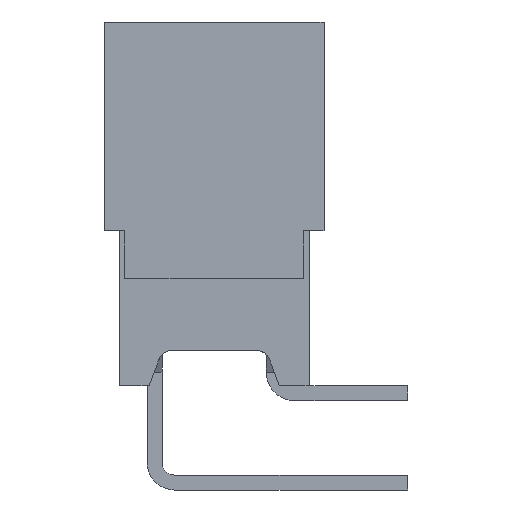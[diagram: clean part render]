
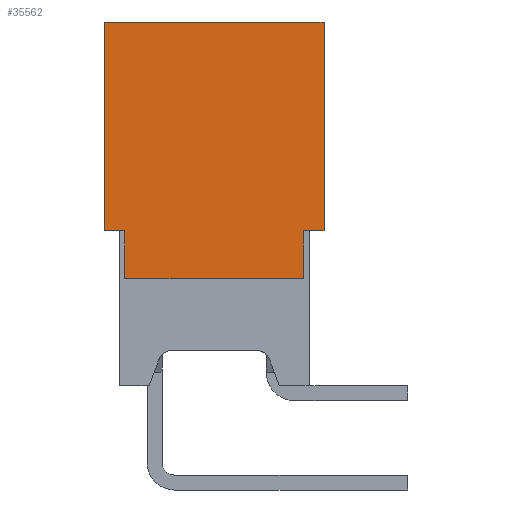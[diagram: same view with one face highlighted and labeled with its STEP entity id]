
A CAD part, left-side view. The second image highlights one B-rep face of the part: STEP entity #35562.
In plain terms, the highlighted planar face has unit normal (-1, 0, 0).
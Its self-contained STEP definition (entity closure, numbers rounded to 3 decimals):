
#13=DIRECTION('',(0.,1.,0.));
#14=VECTOR('',#13,9.347);
#15=CARTESIAN_POINT('',(-43.942,-4.674,0.));
#16=LINE('',#15,#14);
#1092=DIRECTION('',(0.,0.,1.));
#1093=VECTOR('',#1092,2.032);
#1094=CARTESIAN_POINT('',(-43.942,-3.81,-10.922));
#1095=LINE('',#1094,#1093);
#1096=DIRECTION('',(0.,0.,1.));
#1097=VECTOR('',#1096,8.89);
#1098=CARTESIAN_POINT('',(-43.942,4.674,-8.89));
#1099=LINE('',#1098,#1097);
#1108=DIRECTION('',(0.,-1.,0.));
#1109=VECTOR('',#1108,0.864);
#1110=CARTESIAN_POINT('',(-43.942,4.674,-8.89));
#1111=LINE('',#1110,#1109);
#1136=DIRECTION('',(0.,-1.,0.));
#1137=VECTOR('',#1136,0.864);
#1138=CARTESIAN_POINT('',(-43.942,-3.81,-8.89));
#1139=LINE('',#1138,#1137);
#1180=DIRECTION('',(0.,1.,0.));
#1181=VECTOR('',#1180,7.62);
#1182=CARTESIAN_POINT('',(-43.942,-3.81,-10.922));
#1183=LINE('',#1182,#1181);
#1204=DIRECTION('',(0.,0.,1.));
#1205=VECTOR('',#1204,8.89);
#1206=CARTESIAN_POINT('',(-43.942,-4.674,-8.89));
#1207=LINE('',#1206,#1205);
#11008=DIRECTION('',(0.,0.,1.));
#11009=VECTOR('',#11008,2.032);
#11010=CARTESIAN_POINT('',(-43.942,3.81,-10.922));
#11011=LINE('',#11010,#11009);
#26580=CARTESIAN_POINT('',(-43.942,-4.674,0.));
#26581=CARTESIAN_POINT('',(-43.942,4.674,0.));
#26582=VERTEX_POINT('',#26580);
#26583=VERTEX_POINT('',#26581);
#26588=CARTESIAN_POINT('',(-43.942,-4.674,-8.89));
#26590=VERTEX_POINT('',#26588);
#26593=CARTESIAN_POINT('',(-43.942,4.674,-8.89));
#26595=VERTEX_POINT('',#26593);
#29274=CARTESIAN_POINT('',(-43.942,-3.81,-10.922));
#29275=CARTESIAN_POINT('',(-43.942,3.81,-10.922));
#29276=VERTEX_POINT('',#29274);
#29277=VERTEX_POINT('',#29275);
#29287=CARTESIAN_POINT('',(-43.942,-3.81,-8.89));
#29289=VERTEX_POINT('',#29287);
#29290=CARTESIAN_POINT('',(-43.942,3.81,-8.89));
#29292=VERTEX_POINT('',#29290);
#35540=CARTESIAN_POINT('',(-43.942,4.674,0.));
#35541=DIRECTION('',(-1.,0.,0.));
#35542=DIRECTION('',(0.,-1.,0.));
#35543=AXIS2_PLACEMENT_3D('',#35540,#35541,#35542);
#35544=PLANE('',#35543);
#35546=ORIENTED_EDGE('',*,*,#35545,.F.);
#35548=ORIENTED_EDGE('',*,*,#35547,.F.);
#35550=ORIENTED_EDGE('',*,*,#35549,.T.);
#35552=ORIENTED_EDGE('',*,*,#35551,.T.);
#35554=ORIENTED_EDGE('',*,*,#35553,.F.);
#35556=ORIENTED_EDGE('',*,*,#35555,.T.);
#35557=ORIENTED_EDGE('',*,*,#34983,.F.);
#35559=ORIENTED_EDGE('',*,*,#35558,.F.);
#35560=EDGE_LOOP('',(#35546,#35548,#35550,#35552,#35554,#35556,#35557,#35559));
#35561=FACE_OUTER_BOUND('',#35560,.F.);
#34983=EDGE_CURVE('',#26582,#26583,#16,.T.);
#35545=EDGE_CURVE('',#29289,#26590,#1139,.T.);
#35547=EDGE_CURVE('',#29276,#29289,#1095,.T.);
#35549=EDGE_CURVE('',#29276,#29277,#1183,.T.);
#35551=EDGE_CURVE('',#29277,#29292,#11011,.T.);
#35553=EDGE_CURVE('',#26595,#29292,#1111,.T.);
#35555=EDGE_CURVE('',#26595,#26583,#1099,.T.);
#35558=EDGE_CURVE('',#26590,#26582,#1207,.T.);
#35562=ADVANCED_FACE('',(#35561),#35544,.T.);
